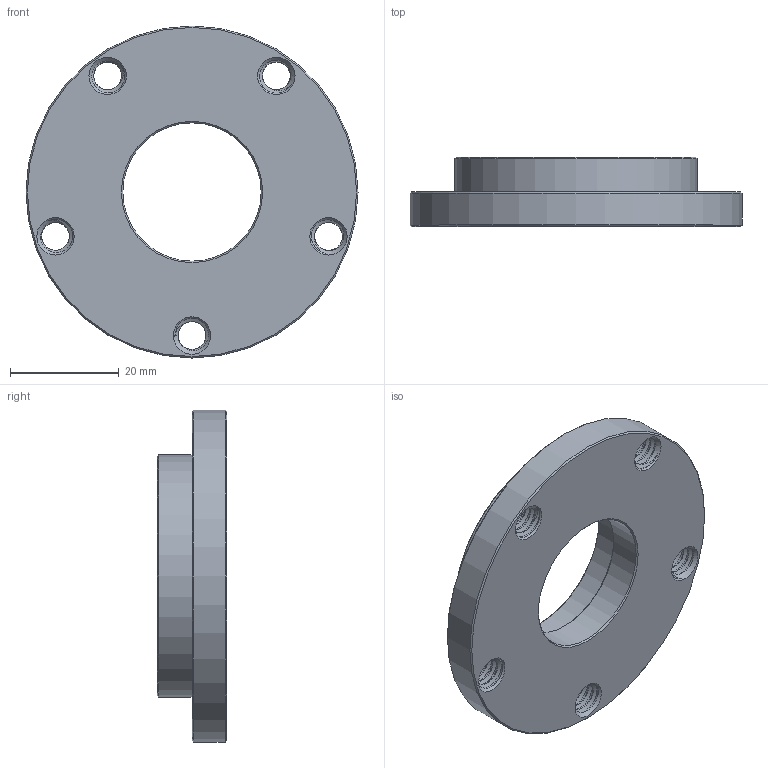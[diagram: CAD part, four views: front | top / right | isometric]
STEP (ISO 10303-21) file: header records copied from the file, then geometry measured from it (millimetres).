
FILE_DESCRIPTION(/* description */ (''),/* implementation_level */ '2;1');
FILE_NAME(/* name */ '3 Axis Lathe Practice.step',/* time_stamp */ '2018-04-19T10:07:58-04:00',/* author */ (''),/* organization */ (''),/* preprocessor_version */ 'ST-DEVELOPER v16.13',/* originating_system */ 'Autodesk Translation Framework v6.5.0.72',/* authorisation */ '');
FILE_SCHEMA (('AUTOMOTIVE_DESIGN { 1 0 10303 214 3 1 1 }'));
Length unit declared in the file: inch
Products named in the file (1): 16LM
Bounding box: 60.96 x 12.7 x 60.96 mm (x, y, z)
Volume: 19623.6 mm3; surface area: 8456.5 mm2
Topology: 1 solids, 1 shells, 91 faces, 256 edges, 169 vertices
Faces by surface type: cylinder 59, cone 18, bspline 10, plane 4
Full cylindrical faces by diameter (mm): 5.116 x15, 6.35 x20, 25.4 x1, 30.48 x1, 44.45 x1, 60.96 x1
Entity records: 8135 total; most frequent: CARTESIAN_POINT 5977, ORIENTED_EDGE 512, DIRECTION 329, EDGE_CURVE 256, VERTEX_POINT 169, B_SPLINE_CURVE_WITH_KNOTS 140, AXIS2_PLACEMENT_3D 131, EDGE_LOOP 105
